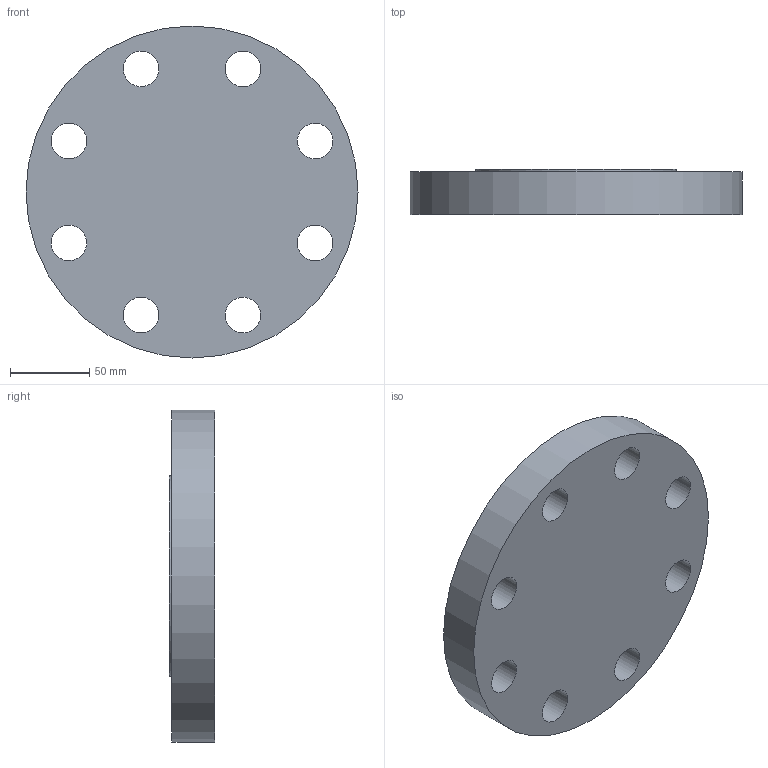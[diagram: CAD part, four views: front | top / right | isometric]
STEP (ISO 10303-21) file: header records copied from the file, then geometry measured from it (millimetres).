
FILE_DESCRIPTION(/* description */ (''),/* implementation_level */ '2;1');
FILE_NAME(/* name */ 'ANSI-B300-3B.stp',/* time_stamp */ '2023-11-07T09:40:20-05:00',/* author */ ('Admin'),/* organization */ (''),/* preprocessor_version */ 'ST-DEVELOPER v19',/* originating_system */ 'Autodesk Inventor 2023',/* authorisation */ '');
FILE_SCHEMA (('AUTOMOTIVE_DESIGN { 1 0 10303 214 3 1 1 }'));
Length unit declared in the file: inch
Products named in the file (1): ANSI-B300-3B
Bounding box: 209.55 x 28.51 x 209.55 mm (x, y, z)
Volume: 864140.3 mm3; surface area: 96180.3 mm2
Topology: 1 solids, 1 shells, 13 faces, 30 edges, 20 vertices
Faces by surface type: cylinder 10, plane 3
Full cylindrical faces by diameter (mm): 22.352 x8, 127 x1, 209.55 x1
Entity records: 461 total; most frequent: DIRECTION 78, CARTESIAN_POINT 64, ORIENTED_EDGE 60, AXIS2_PLACEMENT_3D 34, EDGE_LOOP 30, EDGE_CURVE 30, CIRCLE 20, VERTEX_POINT 20
